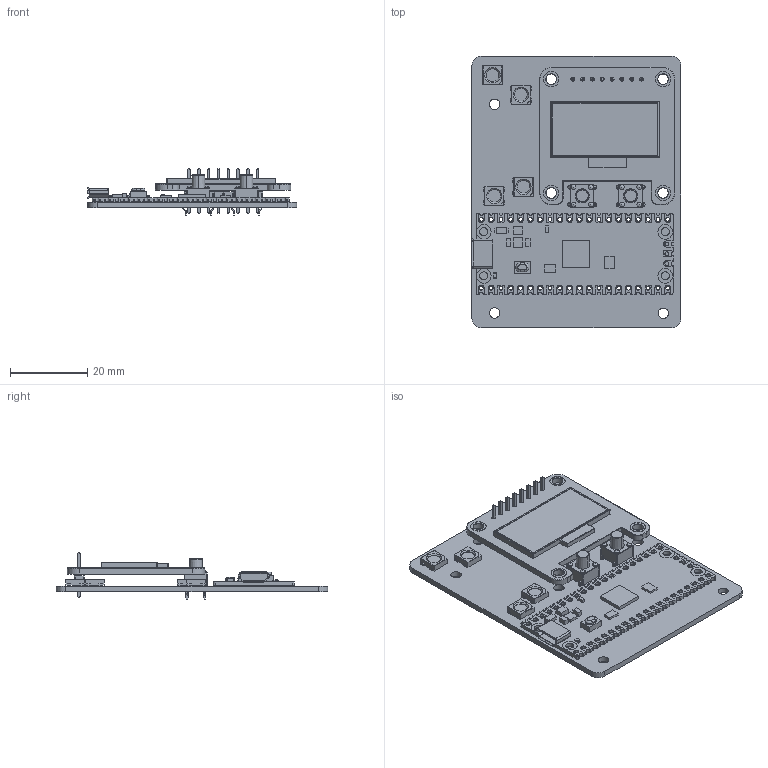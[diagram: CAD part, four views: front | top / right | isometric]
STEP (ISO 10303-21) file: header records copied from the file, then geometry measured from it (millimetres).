
FILE_DESCRIPTION(('KiCad electronic assembly'),'2;1');
FILE_NAME('timeshower.step','2025-12-07T17:27:26',('Pcbnew'),('Kicad'), 'Open CASCADE STEP processor 7.9','KiCad to STEP converter','Unknown' );
FILE_SCHEMA(('AUTOMOTIVE_DESIGN { 1 0 10303 214 1 1 1 1 }'));
Length unit declared in the file: millimetre
Products named in the file (8): timeshower 1; Adafruit_SSD1306; PinHeader_1x08_P2.54mm_Vertical; TS02-66-70-BK-100-LCR-D--3DModel-STEP-242080; RaspberryPi_Pico; RaspberryPi_Pico_Module_KiCad; LED_SK6812_PLCC4_5.0x5.0mm_P3.2mm; time shower_PCB
Assembly tree (11 placements, depth 3):
  timeshower 1
    Adafruit_SSD1306
    PinHeader_1x08_P2.54mm_Vertical
    TS02-66-70-BK-100-LCR-D--3DModel-STEP-242080  x2
    RaspberryPi_Pico
      RaspberryPi_Pico_Module_KiCad
    LED_SK6812_PLCC4_5.0x5.0mm_P3.2mm  x4
    time shower_PCB
Bounding box: 54.36 x 70.36 x 12.04 mm (x, y, z)
Volume: 9636.3 mm3; surface area: 14741.3 mm2
Topology: 20 solids, 20 shells, 1410 faces, 3962 edges, 2628 vertices
Faces by surface type: plane 926, cylinder 450, sphere 14, torus 12, cone 8
Full cylindrical faces by diameter (mm): 1 x99, 1.85 x2, 2.1 x4, 2.2 x2, 2.7 x7, 2.8 x8, 3.333 x4, 4 x4
Entity records: 41080 total; most frequent: CARTESIAN_POINT 6074, DIRECTION 5985, ORIENTED_EDGE 5970, EDGE_CURVE 2985, LINE 2143, VECTOR 2143, VERTEX_POINT 1990, AXIS2_PLACEMENT_3D 1921
